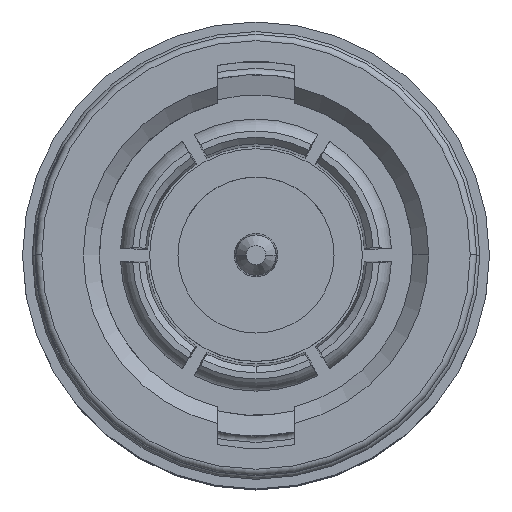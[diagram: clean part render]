
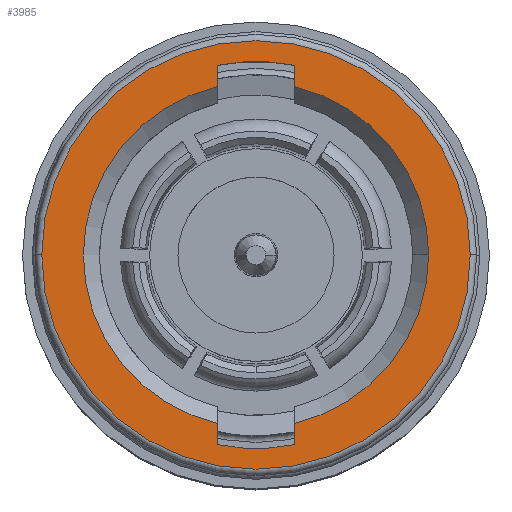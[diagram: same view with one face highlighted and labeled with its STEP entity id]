
A CAD part, top view. The second image highlights one B-rep face of the part: STEP entity #3985.
In plain terms, the highlighted planar face has unit normal (0, 0, 1).
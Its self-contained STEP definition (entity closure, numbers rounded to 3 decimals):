
#24 = VERTEX_POINT ( 'NONE', #1808 ) ;
#1058 = DIRECTION ( 'NONE',  ( 1., 0., 0. ) ) ;
#1337 = CARTESIAN_POINT ( 'NONE',  ( -1.2, -5.265, 14.2 ) ) ;
#1733 = CARTESIAN_POINT ( 'NONE',  ( -1.2, 4.751, 14.2 ) ) ;
#1808 = CARTESIAN_POINT ( 'NONE',  ( 1.2, -5.265, 14.2 ) ) ;
#2485 = CARTESIAN_POINT ( 'NONE',  ( 1.2, -5.93, 14.2 ) ) ;
#2579 = EDGE_CURVE ( 'NONE', #52546, #52492, #18701, .T. ) ;
#2808 = ORIENTED_EDGE ( 'NONE', *, *, #7855, .F. ) ;
#3804 = EDGE_CURVE ( 'NONE', #14054, #16169, #18453, .T. ) ;
#3985 = ADVANCED_FACE ( 'NONE', ( #16914, #29284 ), #17933, .F. ) ;
#4551 = LINE ( 'NONE', #39876, #6900 ) ;
#4555 = AXIS2_PLACEMENT_3D ( 'NONE', #19743, #49360, #29301 ) ;
#5076 = DIRECTION ( 'NONE',  ( 0., 0., 1. ) ) ;
#5941 = AXIS2_PLACEMENT_3D ( 'NONE', #40901, #30927, #1058 ) ;
#6540 = ORIENTED_EDGE ( 'NONE', *, *, #2579, .F. ) ;
#6826 = AXIS2_PLACEMENT_3D ( 'NONE', #25231, #5076, #49659 ) ;
#6900 = VECTOR ( 'NONE', #35107, 1000. ) ;
#7584 = AXIS2_PLACEMENT_3D ( 'NONE', #37894, #13324, #8153 ) ;
#7855 = EDGE_CURVE ( 'NONE', #54266, #36668, #16053, .T. ) ;
#8153 = DIRECTION ( 'NONE',  ( -1., 0., 0. ) ) ;
#8811 = CARTESIAN_POINT ( 'NONE',  ( 1.2, 5.265, 14.2 ) ) ;
#9897 = DIRECTION ( 'NONE',  ( 0., 1., 0. ) ) ;
#11665 = DIRECTION ( 'NONE',  ( 0., -1., 0. ) ) ;
#13324 = DIRECTION ( 'NONE',  ( 0., 0., -1. ) ) ;
#13522 = DIRECTION ( 'NONE',  ( 1., 0., 0. ) ) ;
#14054 = VERTEX_POINT ( 'NONE', #52082 ) ;
#14922 = EDGE_CURVE ( 'NONE', #24, #61916, #39050, .T. ) ;
#15873 = ORIENTED_EDGE ( 'NONE', *, *, #24917, .F. ) ;
#16053 = LINE ( 'NONE', #56534, #45452 ) ;
#16169 = VERTEX_POINT ( 'NONE', #56781 ) ;
#16914 = FACE_OUTER_BOUND ( 'NONE', #56219, .T. ) ;
#17683 = ORIENTED_EDGE ( 'NONE', *, *, #40415, .F. ) ;
#17933 = PLANE ( 'NONE',  #7584 ) ;
#18453 = CIRCLE ( 'NONE', #30816, 6.7 ) ;
#18701 = CIRCLE ( 'NONE', #6826, 6.05 ) ;
#18958 = CARTESIAN_POINT ( 'NONE',  ( 0., 0., 14.2 ) ) ;
#19743 = CARTESIAN_POINT ( 'NONE',  ( 0., 0., 14.2 ) ) ;
#20292 = VECTOR ( 'NONE', #11665, 1000. ) ;
#20633 = CARTESIAN_POINT ( 'NONE',  ( 1.2, 5.93, 14.2 ) ) ;
#21757 = DIRECTION ( 'NONE',  ( 0., -1., 0. ) ) ;
#22599 = ORIENTED_EDGE ( 'NONE', *, *, #43483, .F. ) ;
#23325 = DIRECTION ( 'NONE',  ( 1., 0., 0. ) ) ;
#24728 = EDGE_CURVE ( 'NONE', #27934, #52546, #47076, .T. ) ;
#24917 = EDGE_CURVE ( 'NONE', #36668, #48011, #29189, .T. ) ;
#25231 = CARTESIAN_POINT ( 'NONE',  ( 0., 0., 14.2 ) ) ;
#25604 = VERTEX_POINT ( 'NONE', #57030 ) ;
#26847 = DIRECTION ( 'NONE',  ( 0., 0., 1. ) ) ;
#27934 = VERTEX_POINT ( 'NONE', #8811 ) ;
#29189 = CIRCLE ( 'NONE', #35983, 6.05 ) ;
#29284 = FACE_BOUND ( 'NONE', #37480, .T. ) ;
#29301 = DIRECTION ( 'NONE',  ( 1., 0., 0. ) ) ;
#29547 = CARTESIAN_POINT ( 'NONE',  ( 0., 0., 14.2 ) ) ;
#30816 = AXIS2_PLACEMENT_3D ( 'NONE', #61438, #26847, #46277 ) ;
#30927 = DIRECTION ( 'NONE',  ( 0., 0., 1. ) ) ;
#31786 = ORIENTED_EDGE ( 'NONE', *, *, #34317, .F. ) ;
#32411 = VECTOR ( 'NONE', #9897, 1000. ) ;
#33477 = LINE ( 'NONE', #1733, #20292 ) ;
#34317 = EDGE_CURVE ( 'NONE', #48011, #24, #4551, .T. ) ;
#34329 = DIRECTION ( 'NONE',  ( -1., 0., 0. ) ) ;
#35107 = DIRECTION ( 'NONE',  ( 0., 1., 0. ) ) ;
#35983 = AXIS2_PLACEMENT_3D ( 'NONE', #18958, #47961, #13522 ) ;
#36668 = VERTEX_POINT ( 'NONE', #62616 ) ;
#37240 = CARTESIAN_POINT ( 'NONE',  ( 5.4, 0., 14.2 ) ) ;
#37480 = EDGE_LOOP ( 'NONE', ( #6540, #53728, #22599, #63598, #31786, #15873, #2808, #17683, #64039 ) ) ;
#37894 = CARTESIAN_POINT ( 'NONE',  ( 0., 0., 14.2 ) ) ;
#38257 = AXIS2_PLACEMENT_3D ( 'NONE', #29547, #54358, #34329 ) ;
#39050 = CIRCLE ( 'NONE', #5941, 5.4 ) ;
#39876 = CARTESIAN_POINT ( 'NONE',  ( 1.2, -4.751, 14.2 ) ) ;
#40415 = EDGE_CURVE ( 'NONE', #25604, #54266, #61295, .T. ) ;
#40901 = CARTESIAN_POINT ( 'NONE',  ( 0., 0., 14.2 ) ) ;
#41501 = CIRCLE ( 'NONE', #4555, 5.4 ) ;
#43483 = EDGE_CURVE ( 'NONE', #61916, #27934, #41501, .T. ) ;
#44489 = EDGE_CURVE ( 'NONE', #16169, #14054, #60620, .T. ) ;
#45452 = VECTOR ( 'NONE', #21757, 1000. ) ;
#46277 = DIRECTION ( 'NONE',  ( -1., 0., 0. ) ) ;
#47076 = LINE ( 'NONE', #54038, #32411 ) ;
#47961 = DIRECTION ( 'NONE',  ( 0., 0., 1. ) ) ;
#48011 = VERTEX_POINT ( 'NONE', #2485 ) ;
#49360 = DIRECTION ( 'NONE',  ( 0., 0., 1. ) ) ;
#49659 = DIRECTION ( 'NONE',  ( -1., 0., 0. ) ) ;
#50326 = EDGE_CURVE ( 'NONE', #52492, #25604, #33477, .T. ) ;
#52082 = CARTESIAN_POINT ( 'NONE',  ( 6.7, 0., 14.2 ) ) ;
#52492 = VERTEX_POINT ( 'NONE', #63513 ) ;
#52546 = VERTEX_POINT ( 'NONE', #20633 ) ;
#53728 = ORIENTED_EDGE ( 'NONE', *, *, #24728, .F. ) ;
#54038 = CARTESIAN_POINT ( 'NONE',  ( 1.2, 4.751, 14.2 ) ) ;
#54072 = ORIENTED_EDGE ( 'NONE', *, *, #44489, .T. ) ;
#54266 = VERTEX_POINT ( 'NONE', #1337 ) ;
#54358 = DIRECTION ( 'NONE',  ( 0., 0., 1. ) ) ;
#56219 = EDGE_LOOP ( 'NONE', ( #54072, #61098 ) ) ;
#56534 = CARTESIAN_POINT ( 'NONE',  ( -1.2, -4.751, 14.2 ) ) ;
#56781 = CARTESIAN_POINT ( 'NONE',  ( -6.7, 0., 14.2 ) ) ;
#57030 = CARTESIAN_POINT ( 'NONE',  ( -1.2, 5.265, 14.2 ) ) ;
#57263 = DIRECTION ( 'NONE',  ( 0., 0., 1. ) ) ;
#60380 = AXIS2_PLACEMENT_3D ( 'NONE', #62064, #57263, #23325 ) ;
#60620 = CIRCLE ( 'NONE', #38257, 6.7 ) ;
#61098 = ORIENTED_EDGE ( 'NONE', *, *, #3804, .T. ) ;
#61295 = CIRCLE ( 'NONE', #60380, 5.4 ) ;
#61438 = CARTESIAN_POINT ( 'NONE',  ( 0., 0., 14.2 ) ) ;
#61916 = VERTEX_POINT ( 'NONE', #37240 ) ;
#62064 = CARTESIAN_POINT ( 'NONE',  ( 0., 0., 14.2 ) ) ;
#62616 = CARTESIAN_POINT ( 'NONE',  ( -1.2, -5.93, 14.2 ) ) ;
#63513 = CARTESIAN_POINT ( 'NONE',  ( -1.2, 5.93, 14.2 ) ) ;
#63598 = ORIENTED_EDGE ( 'NONE', *, *, #14922, .F. ) ;
#64039 = ORIENTED_EDGE ( 'NONE', *, *, #50326, .F. ) ;
